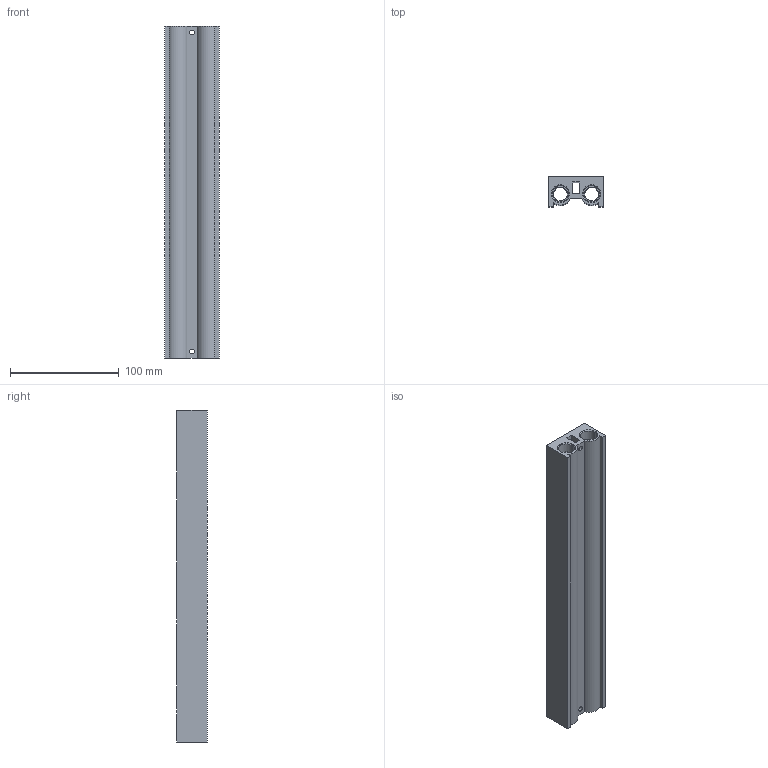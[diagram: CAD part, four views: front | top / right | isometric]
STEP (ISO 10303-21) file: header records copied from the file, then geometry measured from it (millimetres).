
FILE_DESCRIPTION (( 'STEP AP214' ), '1' );
FILE_NAME ('EMC-V33-10.STEP', '2020-04-02T08:56:14', ( '' ), ( '' ), 'SwSTEP 2.0', 'SolidWorks 2020', '' );
FILE_SCHEMA (( 'AUTOMOTIVE_DESIGN' ));
Length unit declared in the file: millimetre
Products named in the file (1): EMC-V33-10
Bounding box: 50 x 28 x 306 mm (x, y, z)
Volume: 243197.1 mm3; surface area: 97013.5 mm2
Topology: 1 solids, 1 shells, 228 faces, 558 edges, 356 vertices
Faces by surface type: cylinder 102, plane 78, cone 48
Entity records: 7692 total; most frequent: CARTESIAN_POINT 1983, DIRECTION 1268, ORIENTED_EDGE 1116, EDGE_CURVE 558, AXIS2_PLACEMENT_3D 521, VERTEX_POINT 356, EDGE_LOOP 306, CIRCLE 292
